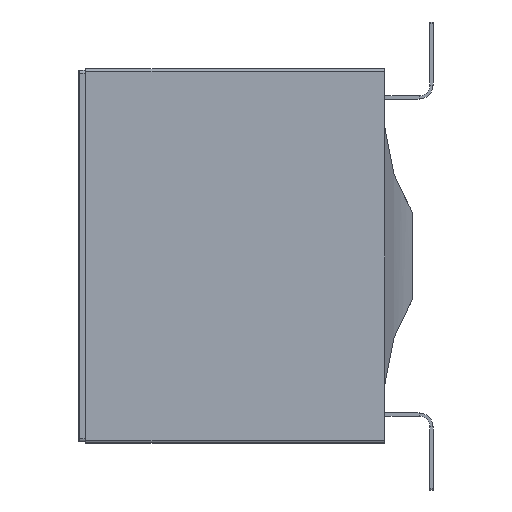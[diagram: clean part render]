
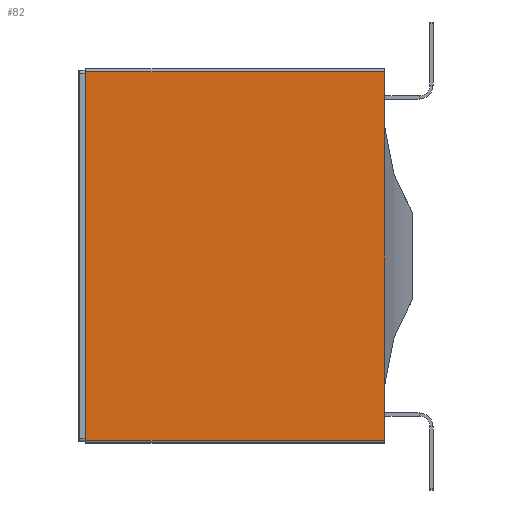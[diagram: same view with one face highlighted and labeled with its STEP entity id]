
A CAD part, left-side view. The second image highlights one B-rep face of the part: STEP entity #82.
In plain terms, the highlighted planar face has unit normal (-1, 0, 0).
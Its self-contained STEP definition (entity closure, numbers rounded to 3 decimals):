
#59 = DIRECTION ( 'NONE',  ( 1., 0., 0. ) ) ;
#82 = ADVANCED_FACE ( 'NONE', ( #9993 ), #13588, .F. ) ;
#95 = CARTESIAN_POINT ( 'NONE',  ( -5., 4.79, -2.95 ) ) ;
#714 = VERTEX_POINT ( 'NONE', #2090 ) ;
#1040 = VERTEX_POINT ( 'NONE', #10251 ) ;
#1088 = LINE ( 'NONE', #9449, #1518 ) ;
#1518 = VECTOR ( 'NONE', #9518, 1000. ) ;
#1537 = CARTESIAN_POINT ( 'NONE',  ( -5., 4.79, 2.95 ) ) ;
#2090 = CARTESIAN_POINT ( 'NONE',  ( -5., 0., -2.95 ) ) ;
#2495 = LINE ( 'NONE', #5936, #11970 ) ;
#2789 = DIRECTION ( 'NONE',  ( 0., 0., -1. ) ) ;
#2842 = EDGE_CURVE ( 'NONE', #11057, #714, #11904, .T. ) ;
#3665 = CARTESIAN_POINT ( 'NONE',  ( -5., 4.8, 3. ) ) ;
#3774 = ORIENTED_EDGE ( 'NONE', *, *, #11449, .T. ) ;
#4134 = DIRECTION ( 'NONE',  ( 0., 1., 0. ) ) ;
#5936 = CARTESIAN_POINT ( 'NONE',  ( -5., 4.79, 3. ) ) ;
#6585 = CARTESIAN_POINT ( 'NONE',  ( -5., 4.8, 2.95 ) ) ;
#7768 = LINE ( 'NONE', #6585, #11422 ) ;
#8400 = ORIENTED_EDGE ( 'NONE', *, *, #2842, .T. ) ;
#9449 = CARTESIAN_POINT ( 'NONE',  ( -5., 0., 3. ) ) ;
#9518 = DIRECTION ( 'NONE',  ( 0., 0., 1. ) ) ;
#9993 = FACE_OUTER_BOUND ( 'NONE', #11990, .T. ) ;
#10251 = CARTESIAN_POINT ( 'NONE',  ( -5., 0., 2.95 ) ) ;
#11057 = VERTEX_POINT ( 'NONE', #95 ) ;
#11129 = VECTOR ( 'NONE', #13267, 1000. ) ;
#11410 = VERTEX_POINT ( 'NONE', #1537 ) ;
#11422 = VECTOR ( 'NONE', #4134, 1000. ) ;
#11449 = EDGE_CURVE ( 'NONE', #1040, #11410, #7768, .T. ) ;
#11904 = LINE ( 'NONE', #14466, #11129 ) ;
#11970 = VECTOR ( 'NONE', #13300, 1000. ) ;
#11990 = EDGE_LOOP ( 'NONE', ( #3774, #14270, #8400, #14176 ) ) ;
#13214 = EDGE_CURVE ( 'NONE', #11410, #11057, #2495, .T. ) ;
#13267 = DIRECTION ( 'NONE',  ( 0., -1., 0. ) ) ;
#13300 = DIRECTION ( 'NONE',  ( 0., 0., -1. ) ) ;
#13588 = PLANE ( 'NONE',  #14312 ) ;
#13890 = EDGE_CURVE ( 'NONE', #714, #1040, #1088, .T. ) ;
#14176 = ORIENTED_EDGE ( 'NONE', *, *, #13890, .T. ) ;
#14270 = ORIENTED_EDGE ( 'NONE', *, *, #13214, .T. ) ;
#14312 = AXIS2_PLACEMENT_3D ( 'NONE', #3665, #59, #2789 ) ;
#14466 = CARTESIAN_POINT ( 'NONE',  ( -5., 4.8, -2.95 ) ) ;
